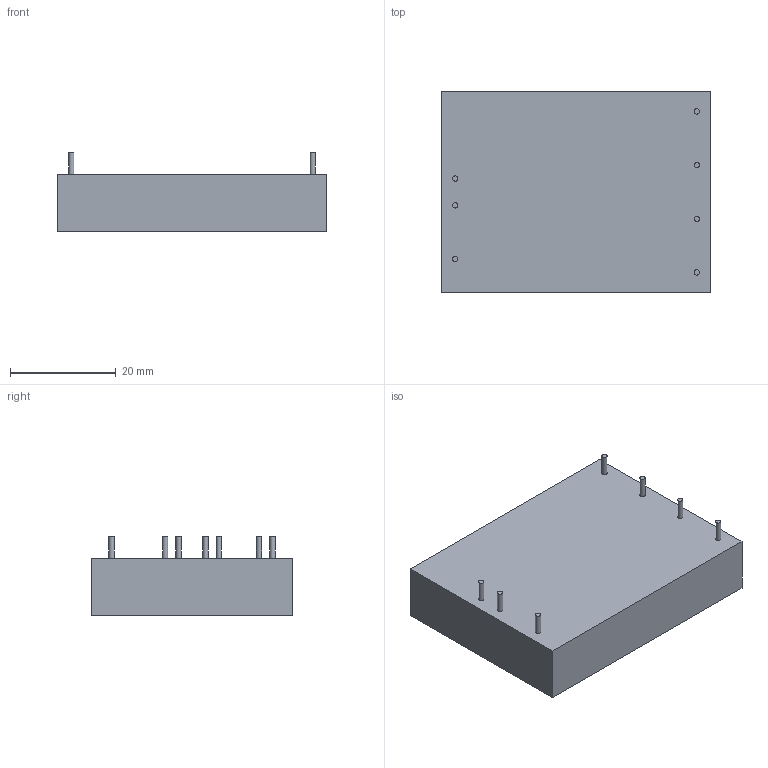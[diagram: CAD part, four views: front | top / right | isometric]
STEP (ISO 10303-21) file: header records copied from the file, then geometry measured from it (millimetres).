
FILE_DESCRIPTION(/* description */ (''),/* implementation_level */ '2;1');
FILE_NAME(/* name */ 'nsd15.step',/* time_stamp */ '2019-10-28T14:11:07+01:00',/* author */ (''),/* organization */ (''),/* preprocessor_version */ 'ST-DEVELOPER v18',/* originating_system */ 'Autodesk Translation Framework v8.6.0.1094',/* authorisation */ '');
FILE_SCHEMA (('AUTOMOTIVE_DESIGN { 1 0 10303 214 3 1 1 }'));
Length unit declared in the file: millimetre
Products named in the file (1): nsd15
Bounding box: 50.8 x 38.1 x 14.8 mm (x, y, z)
Volume: 20925.2 mm3; surface area: 5890.2 mm2
Topology: 8 solids, 8 shells, 27 faces, 33 edges, 22 vertices
Faces by surface type: plane 20, cylinder 7
Full cylindrical faces by diameter (mm): 1 x7
Entity records: 574 total; most frequent: DIRECTION 103, CARTESIAN_POINT 83, ORIENTED_EDGE 66, AXIS2_PLACEMENT_3D 42, EDGE_CURVE 33, FACE_OUTER_BOUND 27, EDGE_LOOP 27, ADVANCED_FACE 27
